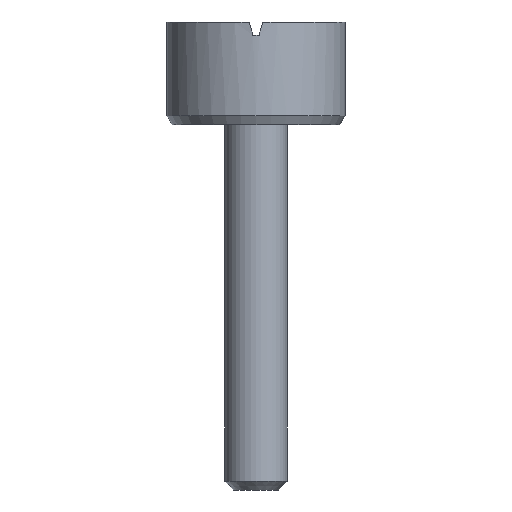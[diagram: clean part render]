
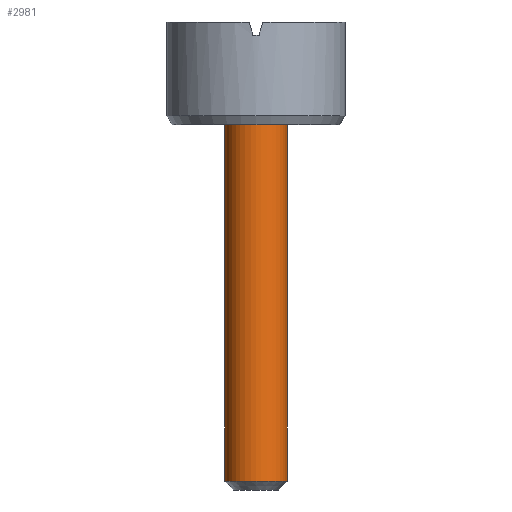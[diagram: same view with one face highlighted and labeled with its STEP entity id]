
A CAD part, front view. The second image highlights one B-rep face of the part: STEP entity #2981.
In plain terms, the highlighted cylindrical face has radius 0.7 mm (diameter 1.4 mm), a full revolution.
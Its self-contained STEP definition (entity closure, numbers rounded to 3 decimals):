
#18=CYLINDRICAL_SURFACE('',#3080,0.7);
#30=CIRCLE('',#3079,0.7);
#31=CIRCLE('',#3081,0.7);
#265=FACE_OUTER_BOUND('',#435,.T.);
#435=EDGE_LOOP('',(#2637,#2638,#2639,#2640));
#673=LINE('',#5666,#903);
#903=VECTOR('',#3464,0.7);
#1394=VERTEX_POINT('',#5660);
#1395=VERTEX_POINT('',#5664);
#1833=EDGE_CURVE('',#1394,#1394,#30,.T.);
#1835=EDGE_CURVE('',#1395,#1395,#31,.T.);
#1836=EDGE_CURVE('',#1395,#1394,#673,.T.);
#2637=ORIENTED_EDGE('',*,*,#1835,.F.);
#2638=ORIENTED_EDGE('',*,*,#1836,.T.);
#2639=ORIENTED_EDGE('',*,*,#1833,.T.);
#2640=ORIENTED_EDGE('',*,*,#1836,.F.);
#2981=ADVANCED_FACE('',(#265),#18,.T.);
#3079=AXIS2_PLACEMENT_3D('',#5661,#3457,#3458);
#3080=AXIS2_PLACEMENT_3D('',#5663,#3460,#3461);
#3081=AXIS2_PLACEMENT_3D('',#5665,#3462,#3463);
#3457=DIRECTION('center_axis',(0.,0.,1.));
#3458=DIRECTION('ref_axis',(0.,-1.,0.));
#3460=DIRECTION('center_axis',(0.,0.,1.));
#3461=DIRECTION('ref_axis',(0.,-1.,0.));
#3462=DIRECTION('center_axis',(0.,0.,1.));
#3463=DIRECTION('ref_axis',(0.,-1.,0.));
#3464=DIRECTION('',(0.,0.,-1.));
#5660=CARTESIAN_POINT('',(0.,0.7,-8.));
#5661=CARTESIAN_POINT('Origin',(0.,0.,-8.));
#5663=CARTESIAN_POINT('Origin',(0.,0.,-4.));
#5664=CARTESIAN_POINT('',(0.,0.7,0.));
#5665=CARTESIAN_POINT('Origin',(0.,0.,0.));
#5666=CARTESIAN_POINT('',(0.,0.7,-4.));
